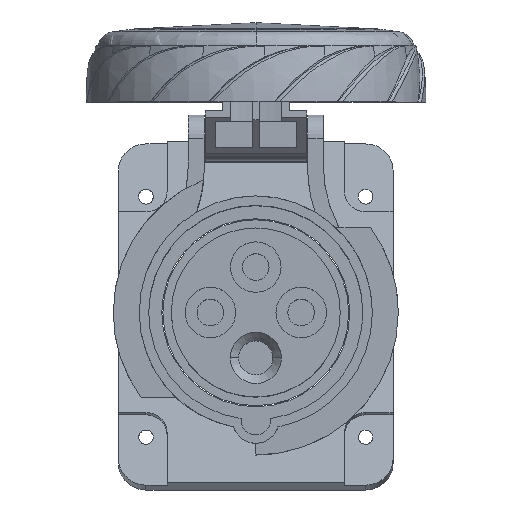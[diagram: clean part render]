
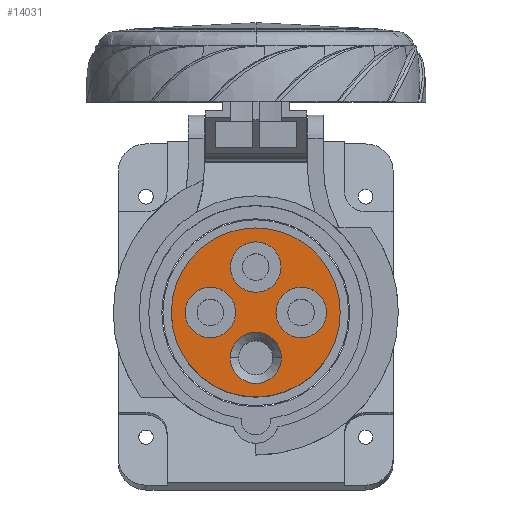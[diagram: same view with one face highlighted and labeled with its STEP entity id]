
A CAD part, top view. The second image highlights one B-rep face of the part: STEP entity #14031.
In plain terms, the highlighted planar face has unit normal (0, 0, 1).
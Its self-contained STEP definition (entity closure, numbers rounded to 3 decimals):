
#13272=CARTESIAN_POINT('',(0.,0.,1.));
#13273=DIRECTION('',(0.,0.,-1.));
#13274=DIRECTION('',(0.,-1.,0.));
#13275=AXIS2_PLACEMENT_3D('',#13272,#13273,#13274);
#13277=CARTESIAN_POINT('',(0.,0.,1.));
#13278=DIRECTION('',(0.,0.,-1.));
#13279=DIRECTION('',(0.,1.,0.));
#13280=AXIS2_PLACEMENT_3D('',#13277,#13278,#13279);
#13282=CARTESIAN_POINT('',(0.,10.75,1.));
#13283=DIRECTION('',(0.,0.,1.));
#13284=DIRECTION('',(1.,0.,0.));
#13285=AXIS2_PLACEMENT_3D('',#13282,#13283,#13284);
#13287=CARTESIAN_POINT('',(0.,10.75,1.));
#13288=DIRECTION('',(0.,0.,1.));
#13289=DIRECTION('',(-1.,0.,0.));
#13290=AXIS2_PLACEMENT_3D('',#13287,#13288,#13289);
#13292=CARTESIAN_POINT('',(10.75,0.,1.));
#13293=DIRECTION('',(0.,0.,1.));
#13294=DIRECTION('',(1.,0.,0.));
#13295=AXIS2_PLACEMENT_3D('',#13292,#13293,#13294);
#13297=CARTESIAN_POINT('',(10.75,0.,1.));
#13298=DIRECTION('',(0.,0.,1.));
#13299=DIRECTION('',(-1.,0.,0.));
#13300=AXIS2_PLACEMENT_3D('',#13297,#13298,#13299);
#13302=CARTESIAN_POINT('',(-10.75,0.,1.));
#13303=DIRECTION('',(0.,0.,1.));
#13304=DIRECTION('',(1.,0.,0.));
#13305=AXIS2_PLACEMENT_3D('',#13302,#13303,#13304);
#13307=CARTESIAN_POINT('',(-10.75,0.,1.));
#13308=DIRECTION('',(0.,0.,1.));
#13309=DIRECTION('',(-1.,0.,0.));
#13310=AXIS2_PLACEMENT_3D('',#13307,#13308,#13309);
#13312=CARTESIAN_POINT('',(0.,-10.75,1.));
#13313=DIRECTION('',(0.,0.,1.));
#13314=DIRECTION('',(-1.,0.,0.));
#13315=AXIS2_PLACEMENT_3D('',#13312,#13313,#13314);
#13317=CARTESIAN_POINT('',(0.,-10.75,1.));
#13318=DIRECTION('',(0.,0.,1.));
#13319=DIRECTION('',(0.,-1.,0.));
#13320=AXIS2_PLACEMENT_3D('',#13317,#13318,#13319);
#13322=CARTESIAN_POINT('',(0.,-10.75,1.));
#13323=DIRECTION('',(0.,0.,1.));
#13324=DIRECTION('',(1.,0.,0.));
#13325=AXIS2_PLACEMENT_3D('',#13322,#13323,#13324);
#13327=CARTESIAN_POINT('',(0.,-10.75,1.));
#13328=DIRECTION('',(0.,0.,1.));
#13329=DIRECTION('',(0.,1.,0.));
#13330=AXIS2_PLACEMENT_3D('',#13327,#13328,#13329);
#13832=CARTESIAN_POINT('',(0.,-20.,1.));
#13833=CARTESIAN_POINT('',(0.,20.,1.));
#13834=VERTEX_POINT('',#13832);
#13835=VERTEX_POINT('',#13833);
#13836=CARTESIAN_POINT('',(5.972,10.75,1.));
#13837=CARTESIAN_POINT('',(-5.972,10.75,1.));
#13838=VERTEX_POINT('',#13836);
#13839=VERTEX_POINT('',#13837);
#13840=CARTESIAN_POINT('',(16.722,0.,1.));
#13841=CARTESIAN_POINT('',(4.778,0.,1.));
#13842=VERTEX_POINT('',#13840);
#13843=VERTEX_POINT('',#13841);
#13844=CARTESIAN_POINT('',(-4.778,0.,1.));
#13845=CARTESIAN_POINT('',(-16.722,0.,1.));
#13846=VERTEX_POINT('',#13844);
#13847=VERTEX_POINT('',#13845);
#13848=CARTESIAN_POINT('',(-6.05,-10.75,1.));
#13849=CARTESIAN_POINT('',(0.,-16.8,1.));
#13850=VERTEX_POINT('',#13848);
#13851=VERTEX_POINT('',#13849);
#13852=CARTESIAN_POINT('',(6.05,-10.75,1.));
#13853=VERTEX_POINT('',#13852);
#13854=CARTESIAN_POINT('',(0.,-4.7,1.));
#13855=VERTEX_POINT('',#13854);
#13992=CARTESIAN_POINT('',(0.,0.,1.));
#13993=DIRECTION('',(0.,0.,1.));
#13994=DIRECTION('',(0.,-1.,0.));
#13995=AXIS2_PLACEMENT_3D('',#13992,#13993,#13994);
#13996=PLANE('',#13995);
#13998=ORIENTED_EDGE('',*,*,#13997,.T.);
#14000=ORIENTED_EDGE('',*,*,#13999,.T.);
#14001=EDGE_LOOP('',(#13998,#14000));
#14002=FACE_OUTER_BOUND('',#14001,.F.);
#14004=ORIENTED_EDGE('',*,*,#14003,.T.);
#14006=ORIENTED_EDGE('',*,*,#14005,.T.);
#14007=EDGE_LOOP('',(#14004,#14006));
#14008=FACE_BOUND('',#14007,.F.);
#14010=ORIENTED_EDGE('',*,*,#14009,.T.);
#14012=ORIENTED_EDGE('',*,*,#14011,.T.);
#14013=EDGE_LOOP('',(#14010,#14012));
#14014=FACE_BOUND('',#14013,.F.);
#14016=ORIENTED_EDGE('',*,*,#14015,.T.);
#14018=ORIENTED_EDGE('',*,*,#14017,.T.);
#14019=EDGE_LOOP('',(#14016,#14018));
#14020=FACE_BOUND('',#14019,.F.);
#14022=ORIENTED_EDGE('',*,*,#14021,.T.);
#14024=ORIENTED_EDGE('',*,*,#14023,.T.);
#14026=ORIENTED_EDGE('',*,*,#14025,.T.);
#14028=ORIENTED_EDGE('',*,*,#14027,.T.);
#14029=EDGE_LOOP('',(#14022,#14024,#14026,#14028));
#14030=FACE_BOUND('',#14029,.F.);
#14031=ADVANCED_FACE('',(#14002,#14008,#14014,#14020,#14030),#13996,.T.);
#13276=CIRCLE('',#13275,20.);
#13281=CIRCLE('',#13280,20.);
#13286=CIRCLE('',#13285,5.972);
#13291=CIRCLE('',#13290,5.972);
#13296=CIRCLE('',#13295,5.972);
#13301=CIRCLE('',#13300,5.972);
#13306=CIRCLE('',#13305,5.972);
#13311=CIRCLE('',#13310,5.972);
#13316=CIRCLE('',#13315,6.05);
#13321=CIRCLE('',#13320,6.05);
#13326=CIRCLE('',#13325,6.05);
#13331=CIRCLE('',#13330,6.05);
#13997=EDGE_CURVE('',#13834,#13835,#13276,.T.);
#13999=EDGE_CURVE('',#13835,#13834,#13281,.T.);
#14003=EDGE_CURVE('',#13838,#13839,#13286,.T.);
#14005=EDGE_CURVE('',#13839,#13838,#13291,.T.);
#14009=EDGE_CURVE('',#13842,#13843,#13296,.T.);
#14011=EDGE_CURVE('',#13843,#13842,#13301,.T.);
#14015=EDGE_CURVE('',#13846,#13847,#13306,.T.);
#14017=EDGE_CURVE('',#13847,#13846,#13311,.T.);
#14021=EDGE_CURVE('',#13850,#13851,#13316,.T.);
#14023=EDGE_CURVE('',#13851,#13853,#13321,.T.);
#14025=EDGE_CURVE('',#13853,#13855,#13326,.T.);
#14027=EDGE_CURVE('',#13855,#13850,#13331,.T.);
